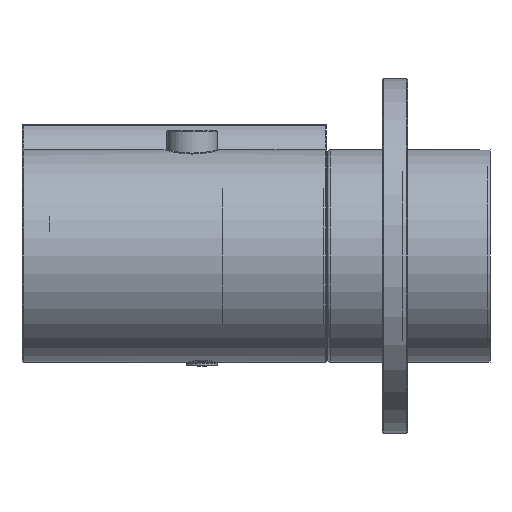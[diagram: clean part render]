
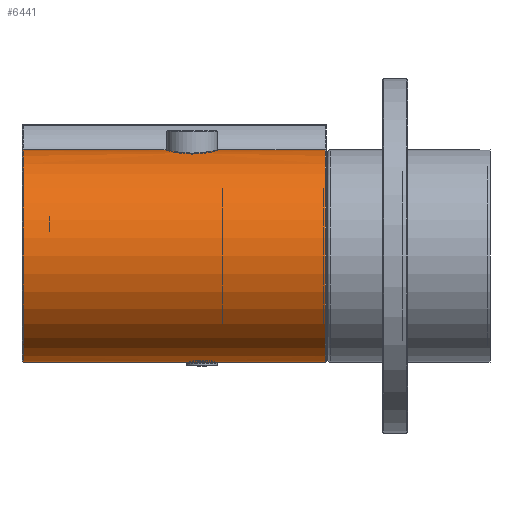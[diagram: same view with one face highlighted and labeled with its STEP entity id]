
A CAD part, left-side view. The second image highlights one B-rep face of the part: STEP entity #6441.
In plain terms, the highlighted cylindrical face has radius 21 mm (diameter 42 mm), a full revolution.
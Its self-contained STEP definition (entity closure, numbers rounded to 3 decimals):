
#114=B_SPLINE_CURVE_WITH_KNOTS('',3,(#9774,#9775,#9776,#9777,#9778,#9779,
#9780,#9781,#9782,#9783,#9784),.UNSPECIFIED.,.T.,.F.,(1,1,1,1,1,1,1,1,1,
1,1,1,1,1,1),(-0.007,-0.005,-0.002,
0.,0.002,0.005,0.007,
0.009,0.012,0.014,0.016,
0.019,0.021,0.023,0.026),
 .UNSPECIFIED.);
#115=B_SPLINE_CURVE_WITH_KNOTS('',3,(#9788,#9789,#9790,#9791,#9792,#9793,
#9794,#9795,#9796,#9797,#9798,#9799,#9800,#9801,#9802,#9803,#9804,#9805,
#9806),.UNSPECIFIED.,.T.,.F.,(1,1,1,1,1,1,1,1,1,1,1,1,1,1,1,1,1,1,1,1,1,
1,1),(-0.006,-0.004,-0.002,0.,
0.002,0.004,0.006,0.008,
0.011,0.013,0.015,0.017,
0.019,0.021,0.023,0.025,
0.027,0.03,0.032,0.034,
0.036,0.038,0.04),.UNSPECIFIED.);
#1574=ORIENTED_EDGE('',*,*,#2556,.T.);
#1575=ORIENTED_EDGE('',*,*,#2557,.T.);
#1576=ORIENTED_EDGE('',*,*,#2558,.T.);
#1577=ORIENTED_EDGE('',*,*,#2559,.T.);
#2556=EDGE_CURVE('',#3099,#3099,#114,.T.);
#2557=EDGE_CURVE('',#3100,#3100,#3392,.F.);
#2558=EDGE_CURVE('',#3101,#3101,#115,.T.);
#2559=EDGE_CURVE('',#3102,#3102,#3393,.T.);
#3099=VERTEX_POINT('',#9785);
#3100=VERTEX_POINT('',#9787);
#3101=VERTEX_POINT('',#9807);
#3102=VERTEX_POINT('',#9809);
#3392=CIRCLE('',#6859,21.);
#3393=CIRCLE('',#6860,21.);
#3753=EDGE_LOOP('',(#1574));
#3754=EDGE_LOOP('',(#1575));
#3755=EDGE_LOOP('',(#1576));
#3756=EDGE_LOOP('',(#1577));
#4228=FACE_BOUND('',#3753,.T.);
#4229=FACE_BOUND('',#3754,.T.);
#4230=FACE_BOUND('',#3755,.T.);
#4231=FACE_BOUND('',#3756,.T.);
#4557=CYLINDRICAL_SURFACE('',#6858,21.);
#6441=ADVANCED_FACE('',(#4228,#4229,#4230,#4231),#4557,.T.);
#6858=AXIS2_PLACEMENT_3D('',#9773,#7789,#7790);
#6859=AXIS2_PLACEMENT_3D('',#9786,#7791,#7792);
#6860=AXIS2_PLACEMENT_3D('',#9808,#7793,#7794);
#7789=DIRECTION('',(0.,-1.,0.));
#7790=DIRECTION('',(0.,0.,-1.));
#7791=DIRECTION('',(0.,1.,0.));
#7792=DIRECTION('',(0.,0.,1.));
#7793=DIRECTION('',(0.,1.,0.));
#7794=DIRECTION('',(0.,0.,1.));
#9773=CARTESIAN_POINT('',(0.,60.,0.));
#9774=CARTESIAN_POINT('',(2.327,26.818,-20.895));
#9775=CARTESIAN_POINT('',(0.,27.766,-21.052));
#9776=CARTESIAN_POINT('',(-2.327,26.819,-20.895));
#9777=CARTESIAN_POINT('',(-3.304,24.498,-20.734));
#9778=CARTESIAN_POINT('',(-2.327,22.182,-20.895));
#9779=CARTESIAN_POINT('',(-0.003,21.234,-21.052));
#9780=CARTESIAN_POINT('',(2.326,22.18,-20.895));
#9781=CARTESIAN_POINT('',(3.304,24.499,-20.734));
#9782=CARTESIAN_POINT('',(2.327,26.818,-20.895));
#9783=CARTESIAN_POINT('',(0.,27.766,-21.052));
#9784=CARTESIAN_POINT('',(-2.327,26.819,-20.895));
#9785=CARTESIAN_POINT('',(0.,27.45,-21.));
#9786=CARTESIAN_POINT('',(0.,59.8,0.));
#9787=CARTESIAN_POINT('',(0.,59.8,21.));
#9788=CARTESIAN_POINT('',(5.063,28.605,20.386));
#9789=CARTESIAN_POINT('',(5.495,26.499,20.267));
#9790=CARTESIAN_POINT('',(5.064,24.397,20.385));
#9791=CARTESIAN_POINT('',(3.87,22.645,20.659));
#9792=CARTESIAN_POINT('',(2.094,21.474,20.927));
#9793=CARTESIAN_POINT('',(-0.005,21.062,21.037));
#9794=CARTESIAN_POINT('',(-2.1,21.477,20.926));
#9795=CARTESIAN_POINT('',(-3.87,22.645,20.659));
#9796=CARTESIAN_POINT('',(-5.064,24.399,20.385));
#9797=CARTESIAN_POINT('',(-5.494,26.496,20.268));
#9798=CARTESIAN_POINT('',(-5.065,28.603,20.385));
#9799=CARTESIAN_POINT('',(-3.872,30.352,20.659));
#9800=CARTESIAN_POINT('',(-2.102,31.523,20.926));
#9801=CARTESIAN_POINT('',(-0.004,31.938,21.037));
#9802=CARTESIAN_POINT('',(2.096,31.525,20.927));
#9803=CARTESIAN_POINT('',(3.868,30.356,20.66));
#9804=CARTESIAN_POINT('',(5.063,28.605,20.386));
#9805=CARTESIAN_POINT('',(5.495,26.499,20.267));
#9806=CARTESIAN_POINT('',(5.064,24.397,20.385));
#9807=CARTESIAN_POINT('',(5.351,26.5,20.307));
#9808=CARTESIAN_POINT('',(0.,0.2,0.));
#9809=CARTESIAN_POINT('',(0.,0.2,21.));
